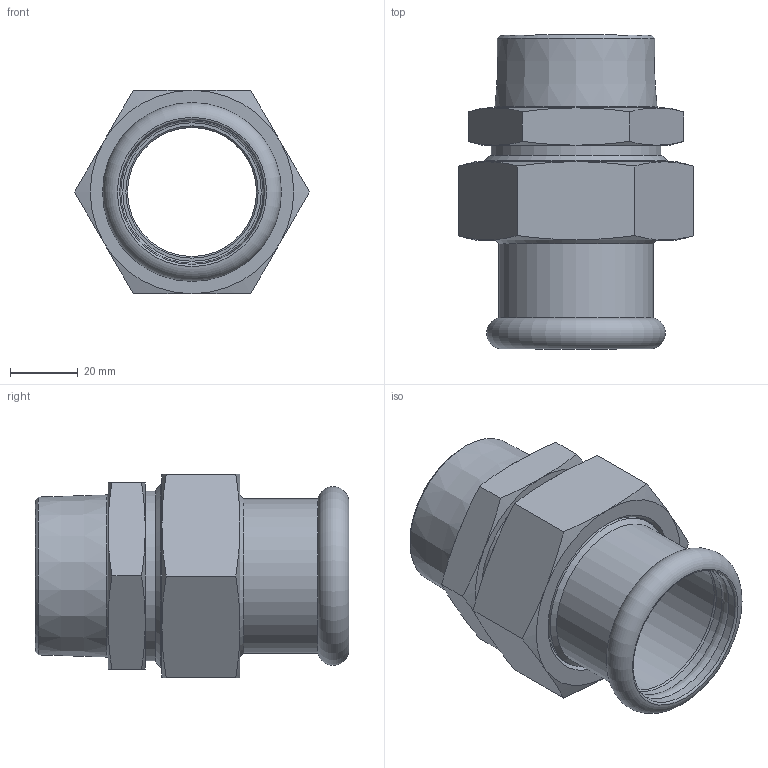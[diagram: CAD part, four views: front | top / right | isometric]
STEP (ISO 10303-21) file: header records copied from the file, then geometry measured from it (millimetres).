
FILE_DESCRIPTION(/* description */ (''),/* implementation_level */ '2;1');
FILE_NAME(/* name */ '384042000_Steelpres.stp',/* time_stamp */ '2022-10-21T16:19:54+02:00',/* author */ ('Vault'),/* organization */ ('Raccorderie metalliche s.p.a. '),/* preprocessor_version */ 'ST-DEVELOPER v18.1',/* originating_system */ 'Autodesk Inventor 2020',/* authorisation */ 'Raccorderie metalliche s.p.a. ');
FILE_SCHEMA (('AUTOMOTIVE_DESIGN { 1 0 10303 214 3 1 1 }'));
Length unit declared in the file: millimetre
Products named in the file (1): 384042000_Steelpres
Bounding box: 69.28 x 92.5 x 60 mm (x, y, z)
Volume: 88214.5 mm3; surface area: 37225.1 mm2
Topology: 1 solids, 1 shells, 86 faces, 208 edges, 134 vertices
Faces by surface type: cone 37, plane 26, cylinder 14, torus 9
Full cylindrical faces by diameter (mm): 38 x3, 42.4 x1, 42.7 x2, 45.4 x1, 48 x2, 48.2 x1, 50 x1, 50.5 x1, 51 x1, 53.7 x1
Entity records: 2558 total; most frequent: CARTESIAN_POINT 525, DIRECTION 455, ORIENTED_EDGE 416, EDGE_CURVE 208, AXIS2_PLACEMENT_3D 208, VERTEX_POINT 134, CIRCLE 121, EDGE_LOOP 98
